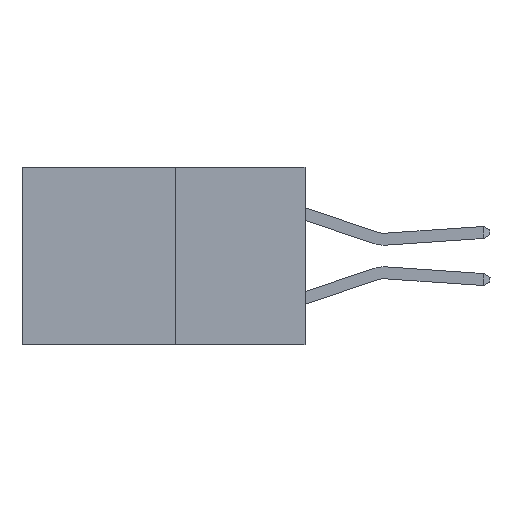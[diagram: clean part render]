
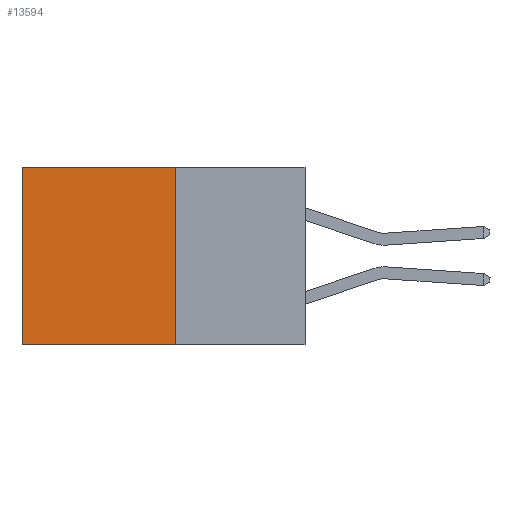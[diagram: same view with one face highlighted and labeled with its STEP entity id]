
A CAD part, left-side view. The second image highlights one B-rep face of the part: STEP entity #13594.
In plain terms, the highlighted planar face has unit normal (-1, 0, 0).
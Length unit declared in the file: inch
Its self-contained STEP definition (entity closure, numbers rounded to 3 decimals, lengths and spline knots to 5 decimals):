
#250 = LINE ( 'NONE', #6979, #3932 ) ;
#1074 = ORIENTED_EDGE ( 'NONE', *, *, #5096, .T. ) ;
#2953 = CARTESIAN_POINT ( 'NONE',  ( 0.277, 0.27, -0.37 ) ) ;
#3204 = ORIENTED_EDGE ( 'NONE', *, *, #12280, .F. ) ;
#3932 = VECTOR ( 'NONE', #6260, 39.37008 ) ;
#4323 = EDGE_CURVE ( 'NONE', #9715, #13166, #250, .T. ) ;
#5003 = DIRECTION ( 'NONE',  ( 0., 0., -1. ) ) ;
#5096 = EDGE_CURVE ( 'NONE', #12788, #9715, #14685, .T. ) ;
#5334 = EDGE_LOOP ( 'NONE', ( #9005, #3204, #13258, #1074 ) ) ;
#5942 = CARTESIAN_POINT ( 'NONE',  ( 0.277, 0.27, -0.37 ) ) ;
#6260 = DIRECTION ( 'NONE',  ( 0., 0., -1. ) ) ;
#6415 = VERTEX_POINT ( 'NONE', #11208 ) ;
#6979 = CARTESIAN_POINT ( 'NONE',  ( 0.277, 0.59, -0.37 ) ) ;
#7183 = DIRECTION ( 'NONE',  ( 1., 0., 0. ) ) ;
#7259 = EDGE_CURVE ( 'NONE', #12788, #6415, #13647, .T. ) ;
#8516 = CARTESIAN_POINT ( 'NONE',  ( 0.277, 0.59, 0. ) ) ;
#8882 = CARTESIAN_POINT ( 'NONE',  ( 0.277, 0.27, 0. ) ) ;
#9005 = ORIENTED_EDGE ( 'NONE', *, *, #4323, .T. ) ;
#9044 = FACE_OUTER_BOUND ( 'NONE', #5334, .T. ) ;
#9715 = VERTEX_POINT ( 'NONE', #8516 ) ;
#10070 = CARTESIAN_POINT ( 'NONE',  ( 0.277, 0.59, -0.37 ) ) ;
#10292 = DIRECTION ( 'NONE',  ( 0., 1., 0. ) ) ;
#11010 = AXIS2_PLACEMENT_3D ( 'NONE', #5942, #7183, #15533 ) ;
#11208 = CARTESIAN_POINT ( 'NONE',  ( 0.277, 0.27, -0.37 ) ) ;
#11858 = VECTOR ( 'NONE', #10292, 39.37008 ) ;
#12126 = CARTESIAN_POINT ( 'NONE',  ( 0.277, 0.27, 0. ) ) ;
#12173 = DIRECTION ( 'NONE',  ( 0., 1., 0. ) ) ;
#12219 = LINE ( 'NONE', #2953, #11858 ) ;
#12239 = CARTESIAN_POINT ( 'NONE',  ( 0.277, 0.27, -0.37 ) ) ;
#12280 = EDGE_CURVE ( 'NONE', #6415, #13166, #12219, .T. ) ;
#12788 = VERTEX_POINT ( 'NONE', #8882 ) ;
#13147 = PLANE ( 'NONE',  #11010 ) ;
#13166 = VERTEX_POINT ( 'NONE', #10070 ) ;
#13258 = ORIENTED_EDGE ( 'NONE', *, *, #7259, .F. ) ;
#13594 = ADVANCED_FACE ( 'NONE', ( #9044 ), #13147, .F. ) ;
#13647 = LINE ( 'NONE', #12239, #14029 ) ;
#14029 = VECTOR ( 'NONE', #5003, 39.37008 ) ;
#14318 = VECTOR ( 'NONE', #12173, 39.37008 ) ;
#14685 = LINE ( 'NONE', #12126, #14318 ) ;
#15533 = DIRECTION ( 'NONE',  ( 0., 0., -1. ) ) ;
